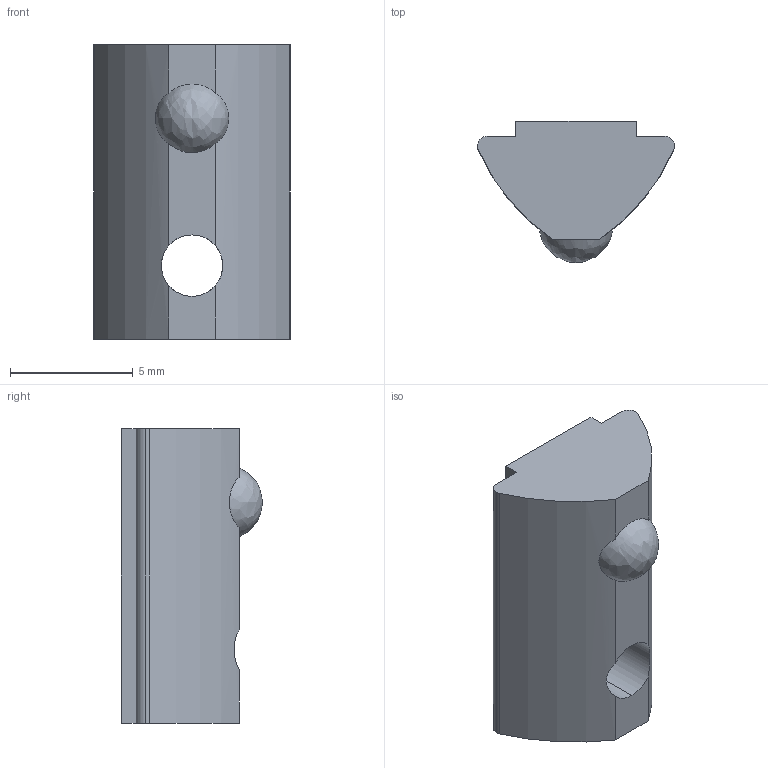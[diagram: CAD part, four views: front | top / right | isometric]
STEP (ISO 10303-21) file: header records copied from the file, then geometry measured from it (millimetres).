
FILE_DESCRIPTION (( 'STEP AP214' ), '1' );
FILE_NAME ('7215260', '2019-02-04T09:53:02', ( '' ), ('JUGARD+KÜNSTNER GmbH'), 'SwSTEP 2.0', 'SolidWorks 2017', '' );
FILE_SCHEMA (( 'AUTOMOTIVE_DESIGN' ));
Length unit declared in the file: millimetre
Products named in the file (1): 7215260_CNAJF00
Bounding box: 8.02 x 5.75 x 12 mm (x, y, z)
Volume: 309.3 mm3; surface area: 343.6 mm2
Topology: 1 solids, 1 shells, 18 faces, 51 edges, 34 vertices
Faces by surface type: plane 10, cylinder 7, bspline 1
Entity records: 708 total; most frequent: CARTESIAN_POINT 177, ORIENTED_EDGE 102, DIRECTION 97, EDGE_CURVE 51, AXIS2_PLACEMENT_3D 34, VERTEX_POINT 34, LINE 29, VECTOR 29
